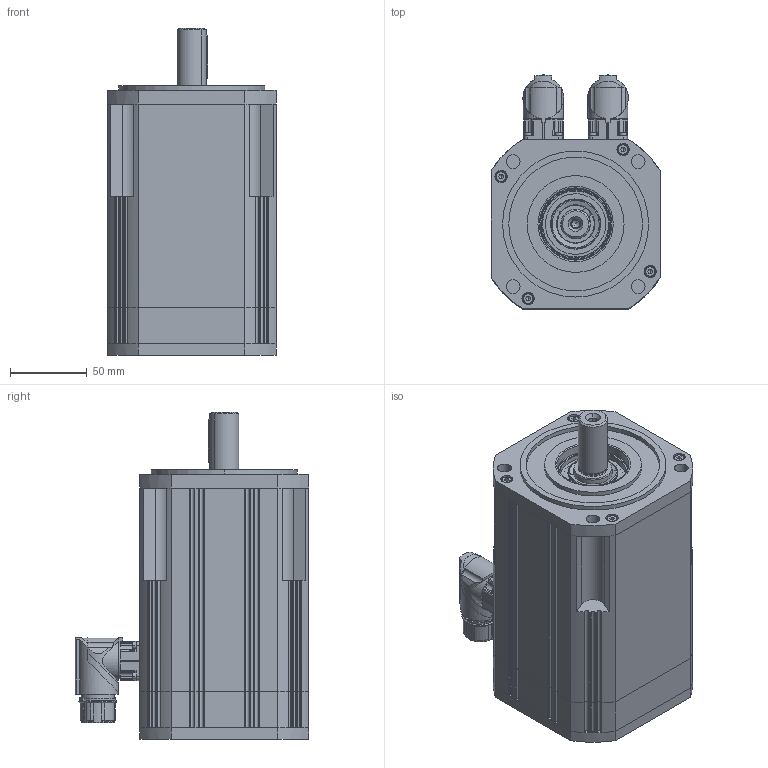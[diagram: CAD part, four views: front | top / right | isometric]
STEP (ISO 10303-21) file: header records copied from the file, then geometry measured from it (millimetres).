
FILE_DESCRIPTION((''),'2;1');
FILE_NAME('FP-711 + Encoder Sick Stegmann SRS-SRM50.stp','2012-01-20T14:05:10',('jlopez'),(''),'Autodesk Inventor 9','Autodesk Inventor 9','');
FILE_SCHEMA(('AUTOMOTIVE_DESIGN { 1 0 10303 214 1 1 1 1 }'));
Length unit declared in the file: millimetre
Products named in the file (1): Pieza1
Bounding box: 110.5 x 152.15 x 212.9 mm (x, y, z)
Volume: 2046520.3 mm3; surface area: 153679.6 mm2
Topology: 23 solids, 23 shells, 1433 faces, 3681 edges, 2213 vertices
Faces by surface type: cylinder 646, plane 459, cone 142, bspline 86, torus 54, sphere 46
Entity records: 44221 total; most frequent: CARTESIAN_POINT 9491, DIRECTION 7712, ORIENTED_EDGE 7114, EDGE_CURVE 3557, AXIS2_PLACEMENT_3D 3044, VERTEX_POINT 2213, CIRCLE 1624, VECTOR 1624
